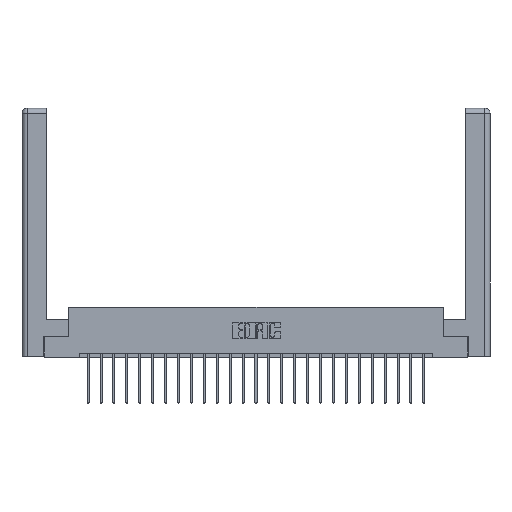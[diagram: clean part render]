
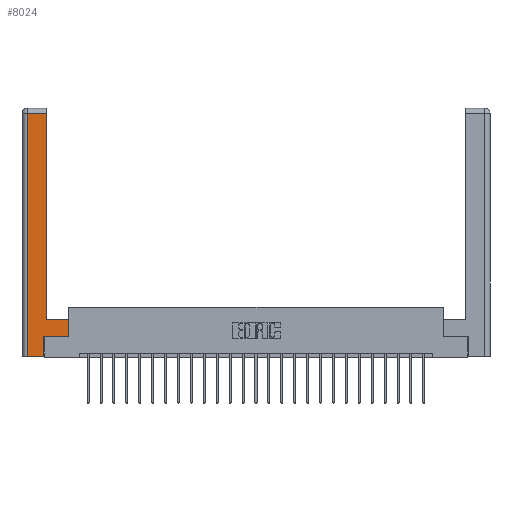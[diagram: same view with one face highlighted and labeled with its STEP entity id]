
A CAD part, top view. The second image highlights one B-rep face of the part: STEP entity #8024.
In plain terms, the highlighted planar face has unit normal (0, 0, 1).
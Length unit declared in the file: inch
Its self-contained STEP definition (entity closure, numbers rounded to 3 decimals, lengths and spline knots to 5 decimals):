
#106 = DIRECTION ( 'NONE',  ( -1., 0., 0. ) ) ;
#389 = VECTOR ( 'NONE', #12040, 39.37008 ) ;
#439 = ORIENTED_EDGE ( 'NONE', *, *, #24057, .T. ) ;
#799 = LINE ( 'NONE', #3810, #7581 ) ;
#1102 = EDGE_CURVE ( 'NONE', #23742, #13340, #24218, .T. ) ;
#1240 = VERTEX_POINT ( 'NONE', #13086 ) ;
#1680 = VECTOR ( 'NONE', #1843, 39.37008 ) ;
#1843 = DIRECTION ( 'NONE',  ( 0., 1., 0. ) ) ;
#2508 = EDGE_CURVE ( 'NONE', #11657, #1240, #13056, .T. ) ;
#2910 = FACE_OUTER_BOUND ( 'NONE', #20932, .T. ) ;
#3234 = VECTOR ( 'NONE', #3621, 39.37008 ) ;
#3448 = CARTESIAN_POINT ( 'NONE',  ( 0.295, 0.45, 0. ) ) ;
#3621 = DIRECTION ( 'NONE',  ( -1., 0., 0. ) ) ;
#3642 = EDGE_CURVE ( 'NONE', #1240, #25479, #5269, .T. ) ;
#3810 = CARTESIAN_POINT ( 'NONE',  ( 0.0615, 2.94, 0. ) ) ;
#3955 = LINE ( 'NONE', #19438, #10414 ) ;
#4029 = CARTESIAN_POINT ( 'NONE',  ( 0.295, 2.94, 0. ) ) ;
#5124 = DIRECTION ( 'NONE',  ( 0., 1., 0. ) ) ;
#5269 = LINE ( 'NONE', #7037, #19763 ) ;
#5360 = DIRECTION ( 'NONE',  ( 0., -1., 0. ) ) ;
#5642 = VECTOR ( 'NONE', #17906, 39.37008 ) ;
#6437 = ORIENTED_EDGE ( 'NONE', *, *, #3642, .T. ) ;
#6690 = CARTESIAN_POINT ( 'NONE',  ( 0.0615, 0., 0. ) ) ;
#7037 = CARTESIAN_POINT ( 'NONE',  ( 0.265, 0.245, 0. ) ) ;
#7247 = ORIENTED_EDGE ( 'NONE', *, *, #2508, .T. ) ;
#7581 = VECTOR ( 'NONE', #9737, 39.37008 ) ;
#8024 = ADVANCED_FACE ( 'NONE', ( #2910 ), #25461, .F. ) ;
#8146 = CARTESIAN_POINT ( 'NONE',  ( 0.265, 0.245, 0. ) ) ;
#8488 = LINE ( 'NONE', #3448, #3234 ) ;
#8505 = ORIENTED_EDGE ( 'NONE', *, *, #14815, .T. ) ;
#9737 = DIRECTION ( 'NONE',  ( -1., 0., 0. ) ) ;
#10414 = VECTOR ( 'NONE', #15785, 39.37008 ) ;
#11657 = VERTEX_POINT ( 'NONE', #14826 ) ;
#11749 = CARTESIAN_POINT ( 'NONE',  ( 0.565, 0.45, 0. ) ) ;
#11769 = CARTESIAN_POINT ( 'NONE',  ( 0.295, 3., 0. ) ) ;
#12040 = DIRECTION ( 'NONE',  ( 1., 0., 0. ) ) ;
#12271 = ORIENTED_EDGE ( 'NONE', *, *, #1102, .T. ) ;
#12364 = EDGE_CURVE ( 'NONE', #22302, #18743, #799, .T. ) ;
#13056 = LINE ( 'NONE', #23757, #389 ) ;
#13086 = CARTESIAN_POINT ( 'NONE',  ( 0.265, 0., 0. ) ) ;
#13340 = VERTEX_POINT ( 'NONE', #13652 ) ;
#13652 = CARTESIAN_POINT ( 'NONE',  ( 0.565, 0.45, 0. ) ) ;
#13987 = ORIENTED_EDGE ( 'NONE', *, *, #12364, .T. ) ;
#14357 = EDGE_CURVE ( 'NONE', #13340, #23860, #8488, .T. ) ;
#14694 = CARTESIAN_POINT ( 'NONE',  ( 0.565, 0.245, 0. ) ) ;
#14815 = EDGE_CURVE ( 'NONE', #23860, #22302, #19225, .T. ) ;
#14826 = CARTESIAN_POINT ( 'NONE',  ( 0.0615, 0., 0. ) ) ;
#15001 = ORIENTED_EDGE ( 'NONE', *, *, #14357, .T. ) ;
#15785 = DIRECTION ( 'NONE',  ( 1., 0., 0. ) ) ;
#17675 = DIRECTION ( 'NONE',  ( 0., 0., -1. ) ) ;
#17906 = DIRECTION ( 'NONE',  ( 0., 1., 0. ) ) ;
#18281 = VECTOR ( 'NONE', #5360, 39.37008 ) ;
#18743 = VERTEX_POINT ( 'NONE', #22545 ) ;
#19225 = LINE ( 'NONE', #11769, #5642 ) ;
#19438 = CARTESIAN_POINT ( 'NONE',  ( 0.565, 0.245, 0. ) ) ;
#19551 = EDGE_CURVE ( 'NONE', #25479, #23742, #3955, .T. ) ;
#19763 = VECTOR ( 'NONE', #5124, 39.37008 ) ;
#19847 = CARTESIAN_POINT ( 'NONE',  ( 0., 0., 0. ) ) ;
#19958 = CARTESIAN_POINT ( 'NONE',  ( 0.295, 0.45, 0. ) ) ;
#20344 = ORIENTED_EDGE ( 'NONE', *, *, #19551, .T. ) ;
#20611 = AXIS2_PLACEMENT_3D ( 'NONE', #19847, #17675, #106 ) ;
#20932 = EDGE_LOOP ( 'NONE', ( #8505, #13987, #439, #7247, #6437, #20344, #12271, #15001 ) ) ;
#22302 = VERTEX_POINT ( 'NONE', #4029 ) ;
#22545 = CARTESIAN_POINT ( 'NONE',  ( 0.0615, 2.94, 0. ) ) ;
#23742 = VERTEX_POINT ( 'NONE', #14694 ) ;
#23757 = CARTESIAN_POINT ( 'NONE',  ( 0.265, 0., 0. ) ) ;
#23860 = VERTEX_POINT ( 'NONE', #19958 ) ;
#24057 = EDGE_CURVE ( 'NONE', #18743, #11657, #24489, .T. ) ;
#24218 = LINE ( 'NONE', #11749, #1680 ) ;
#24489 = LINE ( 'NONE', #6690, #18281 ) ;
#25461 = PLANE ( 'NONE',  #20611 ) ;
#25479 = VERTEX_POINT ( 'NONE', #8146 ) ;
